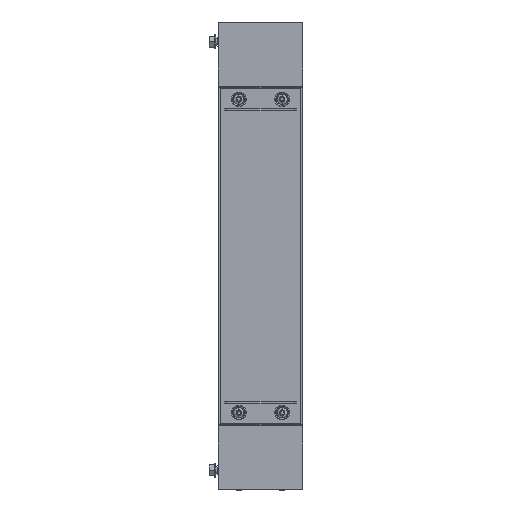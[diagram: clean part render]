
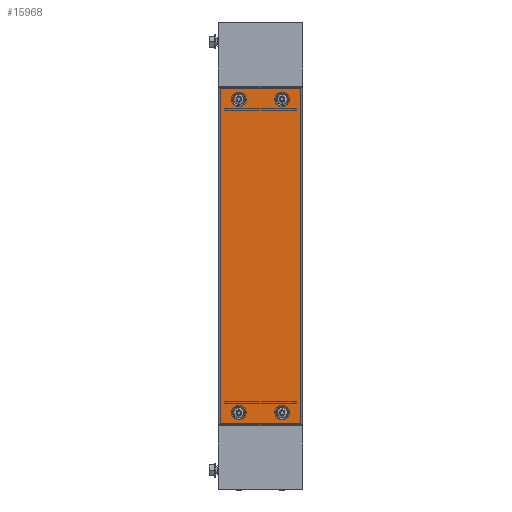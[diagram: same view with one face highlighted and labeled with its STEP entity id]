
A CAD part, left-side view. The second image highlights one B-rep face of the part: STEP entity #15968.
In plain terms, the highlighted face is planar.
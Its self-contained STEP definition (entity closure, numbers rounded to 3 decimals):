
#219 = ORIENTED_EDGE ( 'NONE', *, *, #17218, .T. ) ;
#417 = AXIS2_PLACEMENT_3D ( 'NONE', #13672, #17945, #14022 ) ;
#474 = AXIS2_PLACEMENT_3D ( 'NONE', #9999, #1642, #1543 ) ;
#927 = EDGE_CURVE ( 'NONE', #6601, #16824, #15849, .T. ) ;
#929 = VERTEX_POINT ( 'NONE', #8668 ) ;
#987 = PLANE ( 'NONE',  #1143 ) ;
#1041 = VERTEX_POINT ( 'NONE', #14052 ) ;
#1057 = CARTESIAN_POINT ( 'NONE',  ( 101., -99., 0. ) ) ;
#1143 = AXIS2_PLACEMENT_3D ( 'NONE', #12343, #10927, #16615 ) ;
#1162 = EDGE_CURVE ( 'NONE', #16716, #1041, #12469, .T. ) ;
#1543 = DIRECTION ( 'NONE',  ( 1., 0., 0. ) ) ;
#1640 = ORIENTED_EDGE ( 'NONE', *, *, #14139, .T. ) ;
#1642 = DIRECTION ( 'NONE',  ( 0., 0., 1. ) ) ;
#1846 = ORIENTED_EDGE ( 'NONE', *, *, #16950, .T. ) ;
#2096 = DIRECTION ( 'NONE',  ( 0., -1., 0. ) ) ;
#2114 = DIRECTION ( 'NONE',  ( 1., 0., 0. ) ) ;
#2385 = ORIENTED_EDGE ( 'NONE', *, *, #927, .T. ) ;
#2395 = EDGE_LOOP ( 'NONE', ( #14026, #16140, #3519, #6388 ) ) ;
#2694 = DIRECTION ( 'NONE',  ( 0., 0., 1. ) ) ;
#2915 = CIRCLE ( 'NONE', #10667, 7.691 ) ;
#3059 = CARTESIAN_POINT ( 'NONE',  ( 484.5, -24.5, 0. ) ) ;
#3089 = EDGE_LOOP ( 'NONE', ( #12354, #16632 ) ) ;
#3178 = DIRECTION ( 'NONE',  ( 0., 0., 1. ) ) ;
#3346 = DIRECTION ( 'NONE',  ( 0., 0., 1. ) ) ;
#3364 = VERTEX_POINT ( 'NONE', #14783 ) ;
#3471 = LINE ( 'NONE', #9174, #8287 ) ;
#3519 = ORIENTED_EDGE ( 'NONE', *, *, #1162, .F. ) ;
#3715 = DIRECTION ( 'NONE',  ( 0., 1., 0. ) ) ;
#4440 = DIRECTION ( 'NONE',  ( 0., 0., 1. ) ) ;
#4507 = AXIS2_PLACEMENT_3D ( 'NONE', #7250, #4440, #15574 ) ;
#4520 = CARTESIAN_POINT ( 'NONE',  ( 476.809, -24.5, 0. ) ) ;
#4727 = VERTEX_POINT ( 'NONE', #14067 ) ;
#5129 = VECTOR ( 'NONE', #2096, 1000. ) ;
#5244 = FACE_OUTER_BOUND ( 'NONE', #2395, .T. ) ;
#5514 = LINE ( 'NONE', #9826, #16793 ) ;
#5545 = EDGE_CURVE ( 'NONE', #929, #3364, #10182, .T. ) ;
#5785 = ORIENTED_EDGE ( 'NONE', *, *, #7752, .T. ) ;
#5954 = CARTESIAN_POINT ( 'NONE',  ( 115.5, -75.5, 0. ) ) ;
#6123 = EDGE_LOOP ( 'NONE', ( #1640, #1846 ) ) ;
#6388 = ORIENTED_EDGE ( 'NONE', *, *, #8457, .F. ) ;
#6594 = VERTEX_POINT ( 'NONE', #1057 ) ;
#6601 = VERTEX_POINT ( 'NONE', #13886 ) ;
#6911 = CIRCLE ( 'NONE', #417, 7.691 ) ;
#7087 = VERTEX_POINT ( 'NONE', #4520 ) ;
#7250 = CARTESIAN_POINT ( 'NONE',  ( 484.5, -75.5, 0. ) ) ;
#7380 = LINE ( 'NONE', #15882, #5129 ) ;
#7426 = CARTESIAN_POINT ( 'NONE',  ( 499., -99., 0. ) ) ;
#7549 = AXIS2_PLACEMENT_3D ( 'NONE', #13728, #13460, #2114 ) ;
#7597 = CIRCLE ( 'NONE', #14128, 7.691 ) ;
#7752 = EDGE_CURVE ( 'NONE', #16612, #7087, #14386, .T. ) ;
#8060 = FACE_BOUND ( 'NONE', #6123, .T. ) ;
#8287 = VECTOR ( 'NONE', #13439, 1000. ) ;
#8385 = DIRECTION ( 'NONE',  ( 1., 0., 0. ) ) ;
#8457 = EDGE_CURVE ( 'NONE', #6594, #16716, #5514, .T. ) ;
#8668 = CARTESIAN_POINT ( 'NONE',  ( 107.809, -24.5, 0. ) ) ;
#8766 = DIRECTION ( 'NONE',  ( 1., 0., 0. ) ) ;
#8792 = DIRECTION ( 'NONE',  ( 1., 0., 0. ) ) ;
#8989 = VERTEX_POINT ( 'NONE', #18067 ) ;
#9174 = CARTESIAN_POINT ( 'NONE',  ( 101., -1., 0. ) ) ;
#9326 = CARTESIAN_POINT ( 'NONE',  ( 492.191, -24.5, 0. ) ) ;
#9674 = CIRCLE ( 'NONE', #474, 7.691 ) ;
#9826 = CARTESIAN_POINT ( 'NONE',  ( 101., -99., 0. ) ) ;
#9999 = CARTESIAN_POINT ( 'NONE',  ( 115.5, -24.5, 0. ) ) ;
#10182 = CIRCLE ( 'NONE', #18186, 7.691 ) ;
#10667 = AXIS2_PLACEMENT_3D ( 'NONE', #3059, #3346, #8766 ) ;
#10927 = DIRECTION ( 'NONE',  ( 0., 0., 1. ) ) ;
#11068 = EDGE_CURVE ( 'NONE', #4727, #6594, #7380, .T. ) ;
#11078 = CARTESIAN_POINT ( 'NONE',  ( 115.5, -24.5, 0. ) ) ;
#11279 = AXIS2_PLACEMENT_3D ( 'NONE', #5954, #3178, #8792 ) ;
#11670 = CARTESIAN_POINT ( 'NONE',  ( 107.809, -75.5, 0. ) ) ;
#12343 = CARTESIAN_POINT ( 'NONE',  ( 0., 0., 0. ) ) ;
#12354 = ORIENTED_EDGE ( 'NONE', *, *, #5545, .T. ) ;
#12469 = LINE ( 'NONE', #18129, #15585 ) ;
#12630 = EDGE_CURVE ( 'NONE', #16824, #6601, #6911, .T. ) ;
#12705 = VERTEX_POINT ( 'NONE', #11670 ) ;
#13439 = DIRECTION ( 'NONE',  ( -1., 0., 0. ) ) ;
#13460 = DIRECTION ( 'NONE',  ( 0., 0., 1. ) ) ;
#13672 = CARTESIAN_POINT ( 'NONE',  ( 484.5, -75.5, 0. ) ) ;
#13723 = FACE_BOUND ( 'NONE', #3089, .T. ) ;
#13728 = CARTESIAN_POINT ( 'NONE',  ( 484.5, -24.5, 0. ) ) ;
#13738 = CARTESIAN_POINT ( 'NONE',  ( 115.5, -75.5, 0. ) ) ;
#13886 = CARTESIAN_POINT ( 'NONE',  ( 476.809, -75.5, 0. ) ) ;
#14004 = DIRECTION ( 'NONE',  ( 1., 0., 0. ) ) ;
#14022 = DIRECTION ( 'NONE',  ( 1., 0., 0. ) ) ;
#14026 = ORIENTED_EDGE ( 'NONE', *, *, #11068, .F. ) ;
#14052 = CARTESIAN_POINT ( 'NONE',  ( 499., -1., 0. ) ) ;
#14067 = CARTESIAN_POINT ( 'NONE',  ( 101., -1., 0. ) ) ;
#14128 = AXIS2_PLACEMENT_3D ( 'NONE', #13738, #17930, #14004 ) ;
#14139 = EDGE_CURVE ( 'NONE', #12705, #8989, #7597, .T. ) ;
#14170 = EDGE_LOOP ( 'NONE', ( #219, #5785 ) ) ;
#14237 = EDGE_CURVE ( 'NONE', #3364, #929, #9674, .T. ) ;
#14386 = CIRCLE ( 'NONE', #7549, 7.691 ) ;
#14783 = CARTESIAN_POINT ( 'NONE',  ( 123.191, -24.5, 0. ) ) ;
#14960 = FACE_BOUND ( 'NONE', #16782, .T. ) ;
#15440 = DIRECTION ( 'NONE',  ( 1., 0., 0. ) ) ;
#15574 = DIRECTION ( 'NONE',  ( 1., 0., 0. ) ) ;
#15585 = VECTOR ( 'NONE', #3715, 1000. ) ;
#15849 = CIRCLE ( 'NONE', #4507, 7.691 ) ;
#15882 = CARTESIAN_POINT ( 'NONE',  ( 101., -1., 0. ) ) ;
#15968 = ADVANCED_FACE ( 'NONE', ( #14960, #17914, #8060, #5244, #13723 ), #987, .F. ) ;
#16140 = ORIENTED_EDGE ( 'NONE', *, *, #16985, .F. ) ;
#16612 = VERTEX_POINT ( 'NONE', #9326 ) ;
#16615 = DIRECTION ( 'NONE',  ( 1., 0., 0. ) ) ;
#16632 = ORIENTED_EDGE ( 'NONE', *, *, #14237, .T. ) ;
#16716 = VERTEX_POINT ( 'NONE', #7426 ) ;
#16782 = EDGE_LOOP ( 'NONE', ( #2385, #16984 ) ) ;
#16793 = VECTOR ( 'NONE', #15440, 1000. ) ;
#16824 = VERTEX_POINT ( 'NONE', #18088 ) ;
#16950 = EDGE_CURVE ( 'NONE', #8989, #12705, #18108, .T. ) ;
#16984 = ORIENTED_EDGE ( 'NONE', *, *, #12630, .T. ) ;
#16985 = EDGE_CURVE ( 'NONE', #1041, #4727, #3471, .T. ) ;
#17218 = EDGE_CURVE ( 'NONE', #7087, #16612, #2915, .T. ) ;
#17914 = FACE_BOUND ( 'NONE', #14170, .T. ) ;
#17930 = DIRECTION ( 'NONE',  ( 0., 0., 1. ) ) ;
#17945 = DIRECTION ( 'NONE',  ( 0., 0., 1. ) ) ;
#18067 = CARTESIAN_POINT ( 'NONE',  ( 123.191, -75.5, 0. ) ) ;
#18088 = CARTESIAN_POINT ( 'NONE',  ( 492.191, -75.5, 0. ) ) ;
#18108 = CIRCLE ( 'NONE', #11279, 7.691 ) ;
#18129 = CARTESIAN_POINT ( 'NONE',  ( 499., -1., 0. ) ) ;
#18186 = AXIS2_PLACEMENT_3D ( 'NONE', #11078, #2694, #8385 ) ;
